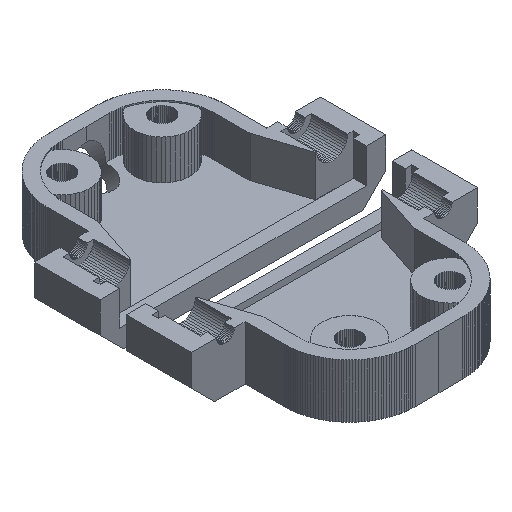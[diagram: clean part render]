
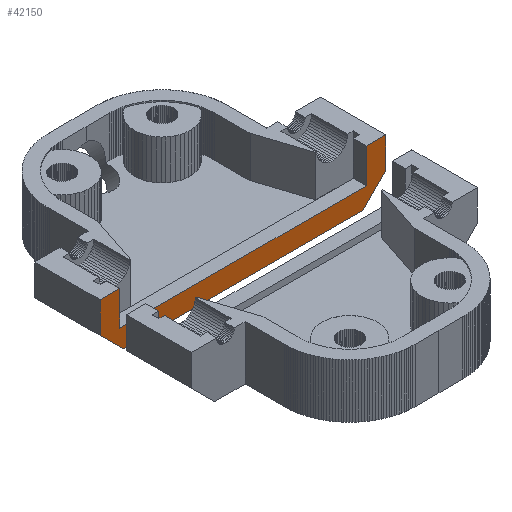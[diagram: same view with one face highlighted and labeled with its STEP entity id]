
A CAD part, isometric view. The second image highlights one B-rep face of the part: STEP entity #42150.
In plain terms, the highlighted planar face has unit normal (0, -1, 0).
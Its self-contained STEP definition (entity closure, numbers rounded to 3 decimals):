
#1030=FACE_OUTER_BOUND('',#3194,.T.);
#3194=EDGE_LOOP('',(#32315,#32316,#32317,#32318,#32319,#32320,#32321,#32322,
#32323,#32324));
#4423=LINE('',#56098,#10558);
#5698=LINE('',#58633,#11833);
#5776=LINE('',#58792,#11911);
#5834=LINE('',#58910,#11969);
#5836=LINE('',#58913,#11971);
#5901=LINE('',#59039,#12036);
#7137=LINE('',#61496,#13272);
#7185=LINE('',#61595,#13320);
#7187=LINE('',#61599,#13322);
#7188=LINE('',#61600,#13323);
#10558=VECTOR('',#45577,10.);
#11833=VECTOR('',#47734,10.);
#11911=VECTOR('',#47878,10.);
#11969=VECTOR('',#47972,10.);
#11971=VECTOR('',#47976,10.);
#12036=VECTOR('',#48087,10.);
#13272=VECTOR('',#50205,10.);
#13320=VECTOR('',#50319,10.);
#13322=VECTOR('',#50323,10.);
#13323=VECTOR('',#50324,10.);
#16698=VERTEX_POINT('',#56095);
#16699=VERTEX_POINT('',#56097);
#17518=VERTEX_POINT('',#58631);
#17566=VERTEX_POINT('',#58790);
#17607=VERTEX_POINT('',#58907);
#17608=VERTEX_POINT('',#58909);
#17646=VERTEX_POINT('',#59037);
#18426=VERTEX_POINT('',#61495);
#18444=VERTEX_POINT('',#61594);
#18445=VERTEX_POINT('',#61598);
#20636=EDGE_CURVE('',#16699,#16698,#4423,.T.);
#21911=EDGE_CURVE('',#17518,#16698,#5698,.T.);
#21989=EDGE_CURVE('',#17518,#17566,#5776,.T.);
#22047=EDGE_CURVE('',#17607,#17608,#5834,.T.);
#22049=EDGE_CURVE('',#17566,#17608,#5836,.T.);
#22114=EDGE_CURVE('',#17646,#17607,#5901,.T.);
#23350=EDGE_CURVE('',#18426,#16699,#7137,.T.);
#23398=EDGE_CURVE('',#18426,#18444,#7185,.T.);
#23400=EDGE_CURVE('',#18444,#18445,#7187,.T.);
#23401=EDGE_CURVE('',#17646,#18445,#7188,.T.);
#32315=ORIENTED_EDGE('',*,*,#23400,.F.);
#32316=ORIENTED_EDGE('',*,*,#23398,.F.);
#32317=ORIENTED_EDGE('',*,*,#23350,.T.);
#32318=ORIENTED_EDGE('',*,*,#20636,.T.);
#32319=ORIENTED_EDGE('',*,*,#21911,.F.);
#32320=ORIENTED_EDGE('',*,*,#21989,.T.);
#32321=ORIENTED_EDGE('',*,*,#22049,.T.);
#32322=ORIENTED_EDGE('',*,*,#22047,.F.);
#32323=ORIENTED_EDGE('',*,*,#22114,.F.);
#32324=ORIENTED_EDGE('',*,*,#23401,.T.);
#39992=PLANE('',#44331);
#42150=ADVANCED_FACE('',(#1030),#39992,.T.);
#44331=AXIS2_PLACEMENT_3D('',#61597,#50321,#50322);
#45577=DIRECTION('',(1.,0.,0.));
#47734=DIRECTION('',(-0.707,0.,-0.707));
#47878=DIRECTION('',(0.,0.,1.));
#47972=DIRECTION('',(0.,0.,1.));
#47976=DIRECTION('',(-1.,0.,0.));
#48087=DIRECTION('',(1.,0.,0.));
#50205=DIRECTION('',(0.707,0.,-0.707));
#50319=DIRECTION('',(0.,0.,1.));
#50321=DIRECTION('center_axis',(0.,-1.,0.));
#50322=DIRECTION('ref_axis',(0.,0.,-1.));
#50323=DIRECTION('',(1.,0.,0.));
#50324=DIRECTION('',(0.,0.,1.));
#56095=CARTESIAN_POINT('',(34.984,-3.,-2.));
#56097=CARTESIAN_POINT('',(-1.664,-3.,-2.));
#56098=CARTESIAN_POINT('',(-1.664,-3.,-2.));
#58631=CARTESIAN_POINT('',(38.52,-3.,1.536));
#58633=CARTESIAN_POINT('',(38.52,-3.,1.536));
#58790=CARTESIAN_POINT('',(38.52,-3.,6.275));
#58792=CARTESIAN_POINT('',(38.52,-3.,1.536));
#58907=CARTESIAN_POINT('',(35.52,-3.,1.));
#58909=CARTESIAN_POINT('',(35.52,-3.,6.275));
#58910=CARTESIAN_POINT('',(35.52,-3.,1.));
#58913=CARTESIAN_POINT('',(38.52,-3.,6.275));
#59037=CARTESIAN_POINT('',(-2.2,-3.,1.));
#59039=CARTESIAN_POINT('',(-2.2,-3.,1.));
#61495=CARTESIAN_POINT('',(-5.2,-3.,1.536));
#61496=CARTESIAN_POINT('',(-5.2,-3.,1.536));
#61594=CARTESIAN_POINT('',(-5.2,-3.,6.275));
#61595=CARTESIAN_POINT('',(-5.2,-3.,1.536));
#61597=CARTESIAN_POINT('Origin',(-5.2,-3.,6.275));
#61598=CARTESIAN_POINT('',(-2.2,-3.,6.275));
#61599=CARTESIAN_POINT('',(-5.2,-3.,6.275));
#61600=CARTESIAN_POINT('',(-2.2,-3.,1.));
